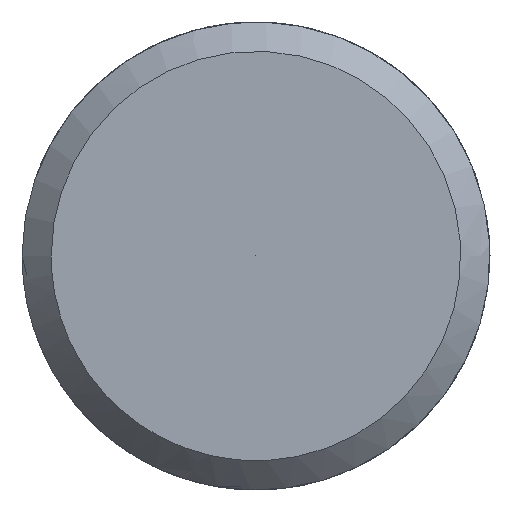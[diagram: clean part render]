
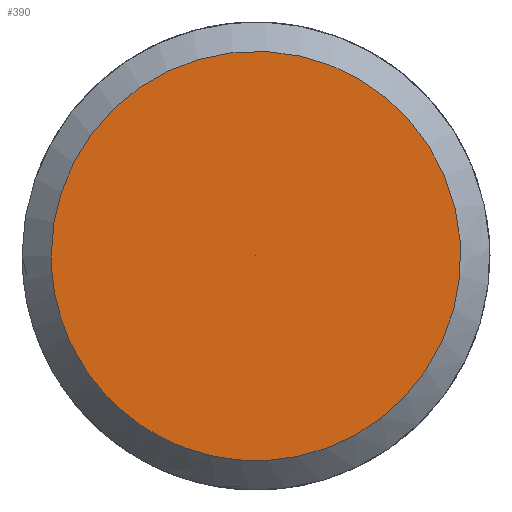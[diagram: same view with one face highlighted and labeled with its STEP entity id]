
A CAD part, left-side view. The second image highlights one B-rep face of the part: STEP entity #390.
In plain terms, the highlighted free-form (B-spline) face has degree [5, 3] with [6, 4] control points.
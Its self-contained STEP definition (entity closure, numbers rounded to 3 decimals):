
#304 = CARTESIAN_POINT ('', (-50., 1.75, 0.));
#305 = VERTEX_POINT ('', #304);
#315 = CARTESIAN_POINT ('', (-50., 1.75, 0.));
#316 = CARTESIAN_POINT ('', (-50., 1.75, 7.));
#317 = CARTESIAN_POINT ('', (-50., -5.25, 3.5));
#318 = CARTESIAN_POINT ('', (-50., -5.25, -3.5));
#319 = CARTESIAN_POINT ('', (-50., 1.75, -7.));
#320 = CARTESIAN_POINT ('', (-50., 1.75, 0.));
#321 = (
   BOUNDED_CURVE ()
   B_SPLINE_CURVE (5, (#315, #316, #317, #318, #319, #320), .UNSPECIFIED., .T., .U.)
   B_SPLINE_CURVE_WITH_KNOTS ((6, 6), (0., 1.), .UNSPECIFIED.)
   CURVE ()
   GEOMETRIC_REPRESENTATION_ITEM ()
   RATIONAL_B_SPLINE_CURVE ((5., 1., 1., 1., 1., 5.))
   REPRESENTATION_ITEM ('')
);
#322 = EDGE_CURVE ('', #305, #305, #321, .T.);
#352 = CARTESIAN_POINT ('', (-50., 0., 0.));
#353 = VERTEX_POINT ('', #352);
#354 = CARTESIAN_POINT ('', (-50., 1.75, 0.));
#355 = CARTESIAN_POINT ('', (-50., 1.167, 0.));
#356 = CARTESIAN_POINT ('', (-50., 0.583, 0.));
#357 = CARTESIAN_POINT ('', (-50., 0., 0.));
#358 = B_SPLINE_CURVE_WITH_KNOTS ('', 3, (#354, #355, #356, #357), .UNSPECIFIED., .F., .U., (4, 4), (0., 1.), .UNSPECIFIED.);
#359 = EDGE_CURVE ('', #305, #353, #358, .T.);
#360 = ORIENTED_EDGE ('', *, *, #359, .F.);
#361 = ORIENTED_EDGE ('', *, *, #322, .T.);
#362 = ORIENTED_EDGE ('', *, *, #359, .T.);
#363 = EDGE_LOOP ('', (#360, #361, #362));
#364 = FACE_OUTER_BOUND ('', #363, .F.);
#365 = CARTESIAN_POINT ('', (-50., 1.75, 0.));
#366 = CARTESIAN_POINT ('', (-50., 1.167, 0.));
#367 = CARTESIAN_POINT ('', (-50., 0.583, 0.));
#368 = CARTESIAN_POINT ('', (-50., 0., 0.));
#369 = CARTESIAN_POINT ('', (-50., 1.75, 7.));
#370 = CARTESIAN_POINT ('', (-50., 1.167, 4.667));
#371 = CARTESIAN_POINT ('', (-50., 0.583, 2.333));
#372 = CARTESIAN_POINT ('', (-50., 0., 0.));
#373 = CARTESIAN_POINT ('', (-50., -5.25, 3.5));
#374 = CARTESIAN_POINT ('', (-50., -3.5, 2.333));
#375 = CARTESIAN_POINT ('', (-50., -1.75, 1.167));
#376 = CARTESIAN_POINT ('', (-50., 0., 0.));
#377 = CARTESIAN_POINT ('', (-50., -5.25, -3.5));
#378 = CARTESIAN_POINT ('', (-50., -3.5, -2.333));
#379 = CARTESIAN_POINT ('', (-50., -1.75, -1.167));
#380 = CARTESIAN_POINT ('', (-50., 0., 0.));
#381 = CARTESIAN_POINT ('', (-50., 1.75, -7.));
#382 = CARTESIAN_POINT ('', (-50., 1.167, -4.667));
#383 = CARTESIAN_POINT ('', (-50., 0.583, -2.333));
#384 = CARTESIAN_POINT ('', (-50., 0., 0.));
#385 = CARTESIAN_POINT ('', (-50., 1.75, 0.));
#386 = CARTESIAN_POINT ('', (-50., 1.167, 0.));
#387 = CARTESIAN_POINT ('', (-50., 0.583, 0.));
#388 = CARTESIAN_POINT ('', (-50., 0., 0.));
#389 = (
   BOUNDED_SURFACE ()
   B_SPLINE_SURFACE (5, 3, ((#365, #366, #367, #368), (#369, #370, #371, #372), (#373, #374, #375, #376), (#377, #378, #379, #380), (#381, #382, #383, #384), (#385, #386, #387, #388)), .UNSPECIFIED., .T., .F., .U.)
   B_SPLINE_SURFACE_WITH_KNOTS ((6, 6), (4, 4), (0., 1.), (0., 1.), .UNSPECIFIED.)
   SURFACE ()
   GEOMETRIC_REPRESENTATION_ITEM ()
   RATIONAL_B_SPLINE_SURFACE (((5., 5., 5., 5.), (1., 1., 1., 1.), (1., 1., 1., 1.), (1., 1., 1., 1.), (1., 1., 1., 1.), (5., 5., 5., 5.)))
   REPRESENTATION_ITEM ('')
);
#390 = ADVANCED_FACE ('', (#364), #389, .F.);
